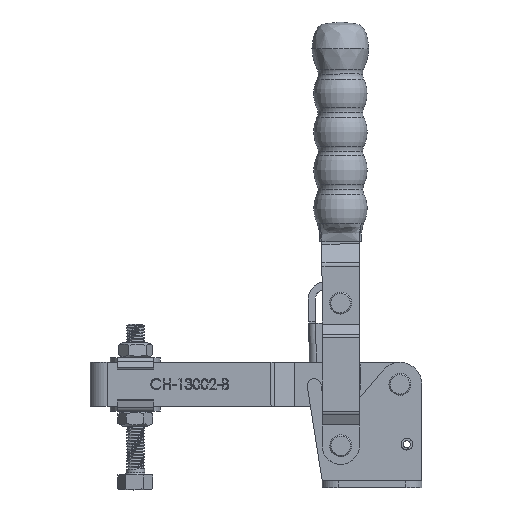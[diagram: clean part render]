
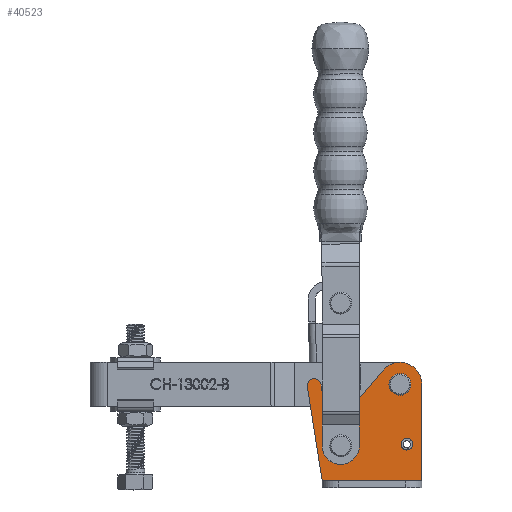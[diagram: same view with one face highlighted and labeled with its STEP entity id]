
A CAD part, top view. The second image highlights one B-rep face of the part: STEP entity #40523.
In plain terms, the highlighted planar face has unit normal (0, 0, 1).
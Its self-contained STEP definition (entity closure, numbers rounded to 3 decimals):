
#27380 = DIRECTION ( 'NONE',  ( 0., 0., 1. ) ) ;
#27381 = CARTESIAN_POINT ( 'NONE',  ( 33.697, 18.7, 3. ) ) ;
#27382 = AXIS2_PLACEMENT_3D ( 'NONE', #27381, #27380, #27442 ) ;
#27383 = CIRCLE ( 'NONE', #27382, 2.5 ) ;
#27412 = VECTOR ( 'NONE', #27475, 1000. ) ;
#27413 = CARTESIAN_POINT ( 'NONE',  ( -2.803, 3., 3. ) ) ;
#27414 = LINE ( 'NONE', #27413, #27412 ) ;
#27440 = CARTESIAN_POINT ( 'NONE',  ( 36.197, 18.7, 3. ) ) ;
#27441 = CARTESIAN_POINT ( 'NONE',  ( 31.197, 18.7, 3. ) ) ;
#27442 = DIRECTION ( 'NONE',  ( 1., 0., 0. ) ) ;
#27443 = DIRECTION ( 'NONE',  ( -0.643, -0.766, 0. ) ) ;
#27444 = VECTOR ( 'NONE', #27443, 1000. ) ;
#27445 = CARTESIAN_POINT ( 'NONE',  ( 13.121, 38.332, 3. ) ) ;
#27446 = LINE ( 'NONE', #27445, #27444 ) ;
#27447 = CARTESIAN_POINT ( 'NONE',  ( 23.419, 50.606, 3. ) ) ;
#27448 = DIRECTION ( 'NONE',  ( 1., 0., 0. ) ) ;
#27449 = DIRECTION ( 'NONE',  ( 0., 0., 1. ) ) ;
#27450 = CARTESIAN_POINT ( 'NONE',  ( 30.697, 44.5, 3. ) ) ;
#27451 = AXIS2_PLACEMENT_3D ( 'NONE', #27450, #27449, #27448 ) ;
#27452 = CIRCLE ( 'NONE', #27451, 9.5 ) ;
#27453 = DIRECTION ( 'NONE',  ( 1., 0., 0. ) ) ;
#27454 = DIRECTION ( 'NONE',  ( 0., 0., 1. ) ) ;
#27455 = CARTESIAN_POINT ( 'NONE',  ( 5.197, 18., 3. ) ) ;
#27456 = AXIS2_PLACEMENT_3D ( 'NONE', #27455, #27454, #27453 ) ;
#27457 = CIRCLE ( 'NONE', #27456, 4.75 ) ;
#27458 = DIRECTION ( 'NONE',  ( 0.156, -0.988, 0. ) ) ;
#27459 = VECTOR ( 'NONE', #27458, 1000. ) ;
#27460 = CARTESIAN_POINT ( 'NONE',  ( -2.803, 3., 3. ) ) ;
#27461 = LINE ( 'NONE', #27460, #27459 ) ;
#27462 = DIRECTION ( 'NONE',  ( 1., 0., 0. ) ) ;
#27463 = DIRECTION ( 'NONE',  ( 0., 0., 1. ) ) ;
#27464 = CARTESIAN_POINT ( 'NONE',  ( -6.263, 44.01, 3. ) ) ;
#27465 = AXIS2_PLACEMENT_3D ( 'NONE', #27464, #27463, #27462 ) ;
#27466 = CIRCLE ( 'NONE', #27465, 2.998 ) ;
#27467 = CARTESIAN_POINT ( 'NONE',  ( 40.197, 44.5, 3. ) ) ;
#27468 = DIRECTION ( 'NONE',  ( 0., 1., 0. ) ) ;
#27469 = VECTOR ( 'NONE', #27468, 1000. ) ;
#27470 = CARTESIAN_POINT ( 'NONE',  ( 40.197, 0., 3. ) ) ;
#27471 = LINE ( 'NONE', #27470, #27469 ) ;
#27472 = CARTESIAN_POINT ( 'NONE',  ( -2.803, 3., 3. ) ) ;
#27474 = CARTESIAN_POINT ( 'NONE',  ( 40.197, 3., 3. ) ) ;
#27475 = DIRECTION ( 'NONE',  ( -1., 0., 0. ) ) ;
#27488 = CARTESIAN_POINT ( 'NONE',  ( 27.497, 44.5, 3. ) ) ;
#27489 = DIRECTION ( 'NONE',  ( 1., 0., 0. ) ) ;
#27490 = DIRECTION ( 'NONE',  ( 0., 0., 1. ) ) ;
#27491 = CARTESIAN_POINT ( 'NONE',  ( 30.697, 44.5, 3. ) ) ;
#27492 = AXIS2_PLACEMENT_3D ( 'NONE', #27491, #27490, #27489 ) ;
#27497 = CIRCLE ( 'NONE', #27492, 3.2 ) ;
#27500 = CARTESIAN_POINT ( 'NONE',  ( 9.947, 18., 3. ) ) ;
#27501 = CARTESIAN_POINT ( 'NONE',  ( 0.447, 18., 3. ) ) ;
#27502 = DIRECTION ( 'NONE',  ( 1., 0., 0. ) ) ;
#27503 = DIRECTION ( 'NONE',  ( 0., 0., 1. ) ) ;
#27504 = CARTESIAN_POINT ( 'NONE',  ( 5.197, 18., 3. ) ) ;
#27505 = AXIS2_PLACEMENT_3D ( 'NONE', #27504, #27503, #27502 ) ;
#27506 = CIRCLE ( 'NONE', #27505, 4.75 ) ;
#27507 = CARTESIAN_POINT ( 'NONE',  ( 13.121, 38.332, 3. ) ) ;
#27520 = CARTESIAN_POINT ( 'NONE',  ( 33.897, 44.5, 3. ) ) ;
#27521 = DIRECTION ( 'NONE',  ( 1., 0., 0. ) ) ;
#27522 = DIRECTION ( 'NONE',  ( 0., 0., -1. ) ) ;
#27523 = CARTESIAN_POINT ( 'NONE',  ( 5.997, 44.31, 3. ) ) ;
#27524 = AXIS2_PLACEMENT_3D ( 'NONE', #27523, #27522, #27521 ) ;
#27525 = CIRCLE ( 'NONE', #27524, 9.3 ) ;
#27558 = DIRECTION ( 'NONE',  ( 1., 0., 0. ) ) ;
#27559 = DIRECTION ( 'NONE',  ( 0., 0., 1. ) ) ;
#27560 = CARTESIAN_POINT ( 'NONE',  ( -6.263, 44.01, 3. ) ) ;
#27561 = AXIS2_PLACEMENT_3D ( 'NONE', #27560, #27559, #27558 ) ;
#27567 = CIRCLE ( 'NONE', #27561, 2.998 ) ;
#27588 = CARTESIAN_POINT ( 'NONE',  ( -3.302, 44.479, 3. ) ) ;
#27590 = CARTESIAN_POINT ( 'NONE',  ( -3.303, 44.31, 3. ) ) ;
#27591 = DIRECTION ( 'NONE',  ( 1., 0., 0. ) ) ;
#27592 = DIRECTION ( 'NONE',  ( 0., 0., -1. ) ) ;
#27593 = CARTESIAN_POINT ( 'NONE',  ( 5.997, 44.31, 3. ) ) ;
#27594 = AXIS2_PLACEMENT_3D ( 'NONE', #27593, #27592, #27591 ) ;
#27595 = CIRCLE ( 'NONE', #27594, 9.3 ) ;
#27602 = CARTESIAN_POINT ( 'NONE',  ( -9.224, 43.541, 3. ) ) ;
#27603 = CARTESIAN_POINT ( 'NONE',  ( -9.261, 44.01, 3. ) ) ;
#27626 = DIRECTION ( 'NONE',  ( 1., 0., 0. ) ) ;
#27627 = DIRECTION ( 'NONE',  ( 0., 0., 1. ) ) ;
#27628 = CARTESIAN_POINT ( 'NONE',  ( -6.263, 44.01, 3. ) ) ;
#27629 = AXIS2_PLACEMENT_3D ( 'NONE', #27628, #27627, #27626 ) ;
#27631 = PLANE ( 'NONE',  #27629 ) ;
#27632 = FACE_BOUND ( 'NONE', #40595, .T. ) ;
#27633 = FACE_BOUND ( 'NONE', #40398, .T. ) ;
#27634 = FACE_BOUND ( 'NONE', #40390, .T. ) ;
#27635 = FACE_OUTER_BOUND ( 'NONE', #40526, .T. ) ;
#27645 = DIRECTION ( 'NONE',  ( 1., 0., 0. ) ) ;
#27646 = DIRECTION ( 'NONE',  ( 0., 0., 1. ) ) ;
#27647 = CARTESIAN_POINT ( 'NONE',  ( 33.697, 18.7, 3. ) ) ;
#27648 = AXIS2_PLACEMENT_3D ( 'NONE', #27647, #27646, #27645 ) ;
#27649 = CIRCLE ( 'NONE', #27648, 2.5 ) ;
#27691 = DIRECTION ( 'NONE',  ( 1., 0., 0. ) ) ;
#27692 = DIRECTION ( 'NONE',  ( 0., 0., 1. ) ) ;
#27693 = CARTESIAN_POINT ( 'NONE',  ( 30.697, 44.5, 3. ) ) ;
#27694 = AXIS2_PLACEMENT_3D ( 'NONE', #27693, #27692, #27691 ) ;
#27697 = CIRCLE ( 'NONE', #27694, 3.2 ) ;
#40311 = ORIENTED_EDGE ( 'NONE', *, *, #40382, .T. ) ;
#40337 = EDGE_CURVE ( 'NONE', #40338, #40339, #27383, .T. ) ;
#40338 = VERTEX_POINT ( 'NONE', #27441 ) ;
#40339 = VERTEX_POINT ( 'NONE', #27440 ) ;
#40370 = ORIENTED_EDGE ( 'NONE', *, *, #40371, .F. ) ;
#40371 = EDGE_CURVE ( 'NONE', #40373, #40375, #27414, .T. ) ;
#40373 = VERTEX_POINT ( 'NONE', #27474 ) ;
#40375 = VERTEX_POINT ( 'NONE', #27472 ) ;
#40377 = ORIENTED_EDGE ( 'NONE', *, *, #40378, .T. ) ;
#40378 = EDGE_CURVE ( 'NONE', #40373, #40380, #27471, .T. ) ;
#40380 = VERTEX_POINT ( 'NONE', #27467 ) ;
#40382 = EDGE_CURVE ( 'NONE', #40505, #40486, #27466, .T. ) ;
#40384 = ORIENTED_EDGE ( 'NONE', *, *, #40466, .T. ) ;
#40385 = ORIENTED_EDGE ( 'NONE', *, *, #40387, .T. ) ;
#40387 = EDGE_CURVE ( 'NONE', #40488, #40375, #27461, .T. ) ;
#40390 = EDGE_LOOP ( 'NONE', ( #40392, #40394 ) ) ;
#40392 = ORIENTED_EDGE ( 'NONE', *, *, #40411, .F. ) ;
#40394 = ORIENTED_EDGE ( 'NONE', *, *, #40396, .F. ) ;
#40396 = EDGE_CURVE ( 'NONE', #40413, #40412, #27457, .T. ) ;
#40398 = EDGE_LOOP ( 'NONE', ( #40589, #40592 ) ) ;
#40400 = ORIENTED_EDGE ( 'NONE', *, *, #40402, .T. ) ;
#40402 = EDGE_CURVE ( 'NONE', #40380, #40403, #27452, .T. ) ;
#40403 = VERTEX_POINT ( 'NONE', #27447 ) ;
#40405 = ORIENTED_EDGE ( 'NONE', *, *, #40407, .T. ) ;
#40407 = EDGE_CURVE ( 'NONE', #40403, #40409, #27446, .T. ) ;
#40409 = VERTEX_POINT ( 'NONE', #27507 ) ;
#40411 = EDGE_CURVE ( 'NONE', #40412, #40413, #27506, .T. ) ;
#40412 = VERTEX_POINT ( 'NONE', #27501 ) ;
#40413 = VERTEX_POINT ( 'NONE', #27500 ) ;
#40418 = EDGE_CURVE ( 'NONE', #40421, #40443, #27497, .T. ) ;
#40421 = VERTEX_POINT ( 'NONE', #27488 ) ;
#40436 = ORIENTED_EDGE ( 'NONE', *, *, #40438, .T. ) ;
#40438 = EDGE_CURVE ( 'NONE', #40409, #40502, #27525, .T. ) ;
#40440 = ORIENTED_EDGE ( 'NONE', *, *, #40501, .T. ) ;
#40441 = ORIENTED_EDGE ( 'NONE', *, *, #40337, .F. ) ;
#40443 = VERTEX_POINT ( 'NONE', #27520 ) ;
#40466 = EDGE_CURVE ( 'NONE', #40486, #40488, #27567, .T. ) ;
#40486 = VERTEX_POINT ( 'NONE', #27603 ) ;
#40488 = VERTEX_POINT ( 'NONE', #27602 ) ;
#40501 = EDGE_CURVE ( 'NONE', #40502, #40505, #27595, .T. ) ;
#40502 = VERTEX_POINT ( 'NONE', #27590 ) ;
#40505 = VERTEX_POINT ( 'NONE', #27588 ) ;
#40523 = ADVANCED_FACE ( 'NONE', ( #27635, #27634, #27633, #27632 ), #27631, .T. ) ;
#40526 = EDGE_LOOP ( 'NONE', ( #40370, #40377, #40400, #40405, #40436, #40440, #40311, #40384, #40385 ) ) ;
#40579 = ORIENTED_EDGE ( 'NONE', *, *, #40580, .F. ) ;
#40580 = EDGE_CURVE ( 'NONE', #40339, #40338, #27649, .T. ) ;
#40589 = ORIENTED_EDGE ( 'NONE', *, *, #40418, .F. ) ;
#40592 = ORIENTED_EDGE ( 'NONE', *, *, #40593, .F. ) ;
#40593 = EDGE_CURVE ( 'NONE', #40443, #40421, #27697, .T. ) ;
#40595 = EDGE_LOOP ( 'NONE', ( #40441, #40579 ) ) ;
